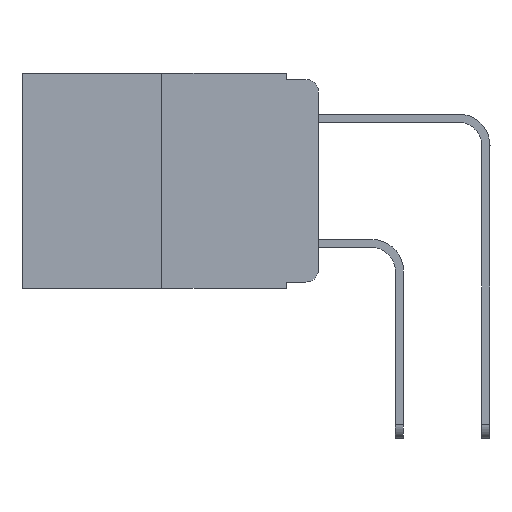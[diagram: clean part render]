
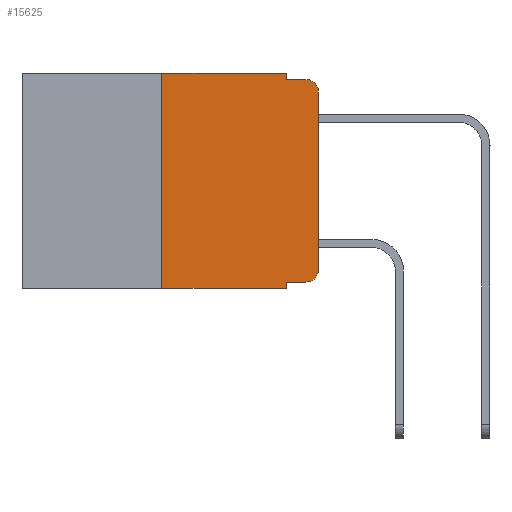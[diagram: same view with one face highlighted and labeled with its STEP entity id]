
A CAD part, left-side view. The second image highlights one B-rep face of the part: STEP entity #15625.
In plain terms, the highlighted planar face has unit normal (-1, 0, 0).
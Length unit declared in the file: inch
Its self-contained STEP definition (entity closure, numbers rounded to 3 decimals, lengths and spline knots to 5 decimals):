
#464 = VERTEX_POINT ( 'NONE', #7802 ) ;
#653 = DIRECTION ( 'NONE',  ( 1., 0., 0. ) ) ;
#1142 = DIRECTION ( 'NONE',  ( 0., 0., -1. ) ) ;
#1917 = VERTEX_POINT ( 'NONE', #11249 ) ;
#2345 = DIRECTION ( 'NONE',  ( 0., 0., -1. ) ) ;
#2418 = ORIENTED_EDGE ( 'NONE', *, *, #8437, .F. ) ;
#2966 = CARTESIAN_POINT ( 'NONE',  ( 0., 0.051, -0.333 ) ) ;
#3122 = CARTESIAN_POINT ( 'NONE',  ( 0., 0.02, -0.333 ) ) ;
#3178 = VERTEX_POINT ( 'NONE', #8109 ) ;
#3622 = CARTESIAN_POINT ( 'NONE',  ( 0., 0., -0.03 ) ) ;
#3664 = ORIENTED_EDGE ( 'NONE', *, *, #14710, .T. ) ;
#4031 = VECTOR ( 'NONE', #15032, 39.37008 ) ;
#4217 = EDGE_LOOP ( 'NONE', ( #15048, #5895, #7828, #5456, #14406, #2418, #11166, #8672, #3664, #8326 ) ) ;
#4531 = DIRECTION ( 'NONE',  ( 0., -1., 0. ) ) ;
#4619 = DIRECTION ( 'NONE',  ( 0., -1., 0. ) ) ;
#4920 = EDGE_CURVE ( 'NONE', #11191, #3178, #11920, .T. ) ;
#5377 = VERTEX_POINT ( 'NONE', #8481 ) ;
#5396 = CARTESIAN_POINT ( 'NONE',  ( 0., 0.473, 0. ) ) ;
#5456 = ORIENTED_EDGE ( 'NONE', *, *, #4920, .F. ) ;
#5647 = CARTESIAN_POINT ( 'NONE',  ( 0., 0.02, -0.03 ) ) ;
#5895 = ORIENTED_EDGE ( 'NONE', *, *, #13579, .T. ) ;
#6035 = LINE ( 'NONE', #18064, #4031 ) ;
#6124 = CARTESIAN_POINT ( 'NONE',  ( 0., 0.25, 0. ) ) ;
#6326 = VERTEX_POINT ( 'NONE', #3122 ) ;
#6495 = VECTOR ( 'NONE', #4619, 39.37008 ) ;
#6535 = DIRECTION ( 'NONE',  ( -1., 0., 0. ) ) ;
#6685 = CARTESIAN_POINT ( 'NONE',  ( 0., 0.473, -0.343 ) ) ;
#7297 = EDGE_CURVE ( 'NONE', #11831, #11191, #11335, .T. ) ;
#7611 = VECTOR ( 'NONE', #1142, 39.37008 ) ;
#7621 = CIRCLE ( 'NONE', #14906, 0.02 ) ;
#7678 = VECTOR ( 'NONE', #17234, 39.37008 ) ;
#7755 = DIRECTION ( 'NONE',  ( 0., 0., 1. ) ) ;
#7802 = CARTESIAN_POINT ( 'NONE',  ( 0., 0.051, -0.333 ) ) ;
#7828 = ORIENTED_EDGE ( 'NONE', *, *, #16268, .F. ) ;
#8109 = CARTESIAN_POINT ( 'NONE',  ( 0., 0.051, -0.01 ) ) ;
#8299 = VECTOR ( 'NONE', #19316, 39.37008 ) ;
#8326 = ORIENTED_EDGE ( 'NONE', *, *, #13364, .T. ) ;
#8424 = VERTEX_POINT ( 'NONE', #13831 ) ;
#8437 = EDGE_CURVE ( 'NONE', #5377, #11831, #20820, .T. ) ;
#8472 = VECTOR ( 'NONE', #7755, 39.37008 ) ;
#8481 = CARTESIAN_POINT ( 'NONE',  ( 0., 0.25, -0.343 ) ) ;
#8672 = ORIENTED_EDGE ( 'NONE', *, *, #19542, .F. ) ;
#9157 = CARTESIAN_POINT ( 'NONE',  ( 0., 0.051, 0. ) ) ;
#9246 = VERTEX_POINT ( 'NONE', #9361 ) ;
#9361 = CARTESIAN_POINT ( 'NONE',  ( 0., 0.051, -0.343 ) ) ;
#9562 = AXIS2_PLACEMENT_3D ( 'NONE', #5396, #653, #19998 ) ;
#9867 = VECTOR ( 'NONE', #4531, 39.37008 ) ;
#11166 = ORIENTED_EDGE ( 'NONE', *, *, #19428, .T. ) ;
#11191 = VERTEX_POINT ( 'NONE', #17984 ) ;
#11249 = CARTESIAN_POINT ( 'NONE',  ( 0., 0.02, -0.01 ) ) ;
#11259 = LINE ( 'NONE', #17014, #7678 ) ;
#11335 = LINE ( 'NONE', #14228, #6495 ) ;
#11831 = VERTEX_POINT ( 'NONE', #18578 ) ;
#11920 = LINE ( 'NONE', #9157, #7611 ) ;
#12295 = FACE_OUTER_BOUND ( 'NONE', #4217, .T. ) ;
#12913 = DIRECTION ( 'NONE',  ( 0., 0., -1. ) ) ;
#13364 = EDGE_CURVE ( 'NONE', #6326, #8424, #19240, .T. ) ;
#13392 = CARTESIAN_POINT ( 'NONE',  ( 0., 0.051, 0. ) ) ;
#13475 = PLANE ( 'NONE',  #9562 ) ;
#13561 = AXIS2_PLACEMENT_3D ( 'NONE', #17621, #6535, #12913 ) ;
#13579 = EDGE_CURVE ( 'NONE', #15388, #1917, #7621, .T. ) ;
#13660 = DIRECTION ( 'NONE',  ( -1., 0., 0. ) ) ;
#13831 = CARTESIAN_POINT ( 'NONE',  ( 0., 0., -0.313 ) ) ;
#14140 = LINE ( 'NONE', #2966, #9867 ) ;
#14228 = CARTESIAN_POINT ( 'NONE',  ( 0., 0.473, 0. ) ) ;
#14406 = ORIENTED_EDGE ( 'NONE', *, *, #7297, .F. ) ;
#14710 = EDGE_CURVE ( 'NONE', #464, #6326, #14140, .T. ) ;
#14887 = EDGE_CURVE ( 'NONE', #8424, #15388, #6035, .T. ) ;
#14906 = AXIS2_PLACEMENT_3D ( 'NONE', #5647, #13660, #2345 ) ;
#15032 = DIRECTION ( 'NONE',  ( 0., 0., 1. ) ) ;
#15048 = ORIENTED_EDGE ( 'NONE', *, *, #14887, .T. ) ;
#15388 = VERTEX_POINT ( 'NONE', #3622 ) ;
#15625 = ADVANCED_FACE ( 'NONE', ( #12295 ), #13475, .F. ) ;
#16268 = EDGE_CURVE ( 'NONE', #3178, #1917, #11259, .T. ) ;
#16733 = DIRECTION ( 'NONE',  ( 0., 0., -1. ) ) ;
#17014 = CARTESIAN_POINT ( 'NONE',  ( 0., 0.051, -0.01 ) ) ;
#17081 = LINE ( 'NONE', #13392, #19126 ) ;
#17234 = DIRECTION ( 'NONE',  ( 0., -1., 0. ) ) ;
#17621 = CARTESIAN_POINT ( 'NONE',  ( 0., 0.02, -0.313 ) ) ;
#17984 = CARTESIAN_POINT ( 'NONE',  ( 0., 0.051, 0. ) ) ;
#18064 = CARTESIAN_POINT ( 'NONE',  ( 0., 0., 0. ) ) ;
#18578 = CARTESIAN_POINT ( 'NONE',  ( 0., 0.25, 0. ) ) ;
#19126 = VECTOR ( 'NONE', #16733, 39.37008 ) ;
#19240 = CIRCLE ( 'NONE', #13561, 0.02 ) ;
#19316 = DIRECTION ( 'NONE',  ( 0., -1., 0. ) ) ;
#19428 = EDGE_CURVE ( 'NONE', #5377, #9246, #19872, .T. ) ;
#19542 = EDGE_CURVE ( 'NONE', #464, #9246, #17081, .T. ) ;
#19872 = LINE ( 'NONE', #6685, #8299 ) ;
#19998 = DIRECTION ( 'NONE',  ( 0., 0., -1. ) ) ;
#20820 = LINE ( 'NONE', #6124, #8472 ) ;
